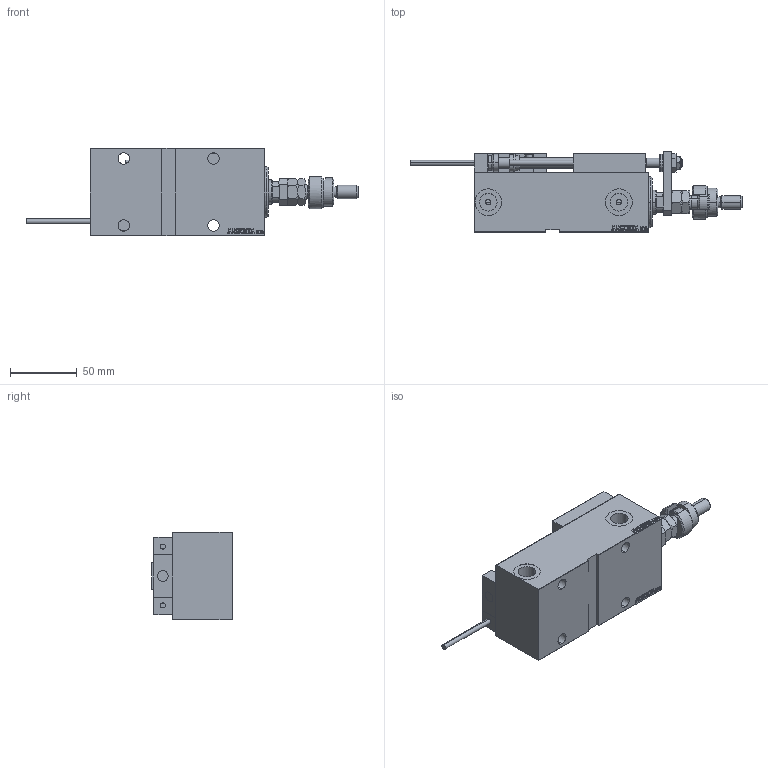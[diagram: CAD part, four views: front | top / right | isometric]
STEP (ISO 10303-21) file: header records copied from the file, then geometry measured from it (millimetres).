
FILE_DESCRIPTION (( 'STEP AP203' ), '1' );
FILE_NAME ('3975.STEP', '2022-04-17T11:27:38', ( '' ), ( '' ), 'SwSTEP 2.0', 'SolidWorks 2019', '' );
FILE_SCHEMA (( 'CONFIG_CONTROL_DESIGN' ));
Length unit declared in the file: millimetre
Products named in the file (19): SWITCH_X_FRONT_BACK c39255ff522a1c0b8e95a29c6b73152b; X_Y_DFA c39255ff522a1c0b8e95a29c6b73152b; FEMALE_PART_FOR_DFA c39255ff522a1c0b8e95a29c6b73152b; TYC_L79 c39255ff522a1c0b8e95a29c6b73152b; V450CM_E_VCP c39255ff522a1c0b8e95a29c6b73152b; ALLEN BOLT D8 c39255ff522a1c0b8e95a29c6b73152b; MFA c39255ff522a1c0b8e95a29c6b73152b; SWITCH X c39255ff522a1c0b8e95a29c6b73152b; SWITCH DIM B,W c39255ff522a1c0b8e95a29c6b73152b; NUT_D12 c39255ff522a1c0b8e95a29c6b73152b; NUT_D10 c39255ff522a1c0b8e95a29c6b73152b; KONCOVKA c39255ff522a1c0b8e95a29c6b73152b; MAGNET c39255ff522a1c0b8e95a29c6b73152b; 3975; ALLEN BOLT D5 c39255ff522a1c0b8e95a29c6b73152b; ZARAZKA c39255ff522a1c0b8e95a29c6b73152b; V450CM_E_Body c39255ff522a1c0b8e95a29c6b73152b; Block c39255ff522a1c0b8e95a29c6b73152b; V450CM_VC_B c39255ff522a1c0b8e95a29c6b73152b
Assembly tree (28 placements, depth 3):
  3975
    V450CM_E_Body c39255ff522a1c0b8e95a29c6b73152b
    V450CM_E_VCP c39255ff522a1c0b8e95a29c6b73152b
    V450CM_VC_B c39255ff522a1c0b8e95a29c6b73152b
    SWITCH X c39255ff522a1c0b8e95a29c6b73152b
      SWITCH_X_FRONT_BACK c39255ff522a1c0b8e95a29c6b73152b  x2
      TYC_L79 c39255ff522a1c0b8e95a29c6b73152b
      Block c39255ff522a1c0b8e95a29c6b73152b  x2
      ALLEN BOLT D5 c39255ff522a1c0b8e95a29c6b73152b  x4
      ALLEN BOLT D8 c39255ff522a1c0b8e95a29c6b73152b  x4
      MAGNET c39255ff522a1c0b8e95a29c6b73152b  x2
      KONCOVKA c39255ff522a1c0b8e95a29c6b73152b  x2
    SWITCH DIM B,W c39255ff522a1c0b8e95a29c6b73152b
    ZARAZKA c39255ff522a1c0b8e95a29c6b73152b
    NUT_D10 c39255ff522a1c0b8e95a29c6b73152b
    NUT_D12 c39255ff522a1c0b8e95a29c6b73152b
    X_Y_DFA c39255ff522a1c0b8e95a29c6b73152b
      FEMALE_PART_FOR_DFA c39255ff522a1c0b8e95a29c6b73152b
      MFA c39255ff522a1c0b8e95a29c6b73152b
Bounding box: 248 x 60.5 x 65 mm (x, y, z)
Volume: 399843.6 mm3; surface area: 96581.9 mm2
Topology: 26 solids, 26 shells, 1398 faces, 3334 edges, 2118 vertices
Faces by surface type: plane 604, bspline 380, cylinder 209, cone 153, torus 48, sphere 4
Entity records: 53672 total; most frequent: CARTESIAN_POINT 26444, ORIENTED_EDGE 5688, DIRECTION 3981, EDGE_CURVE 2844, VERTEX_POINT 1842, LINE 1587, VECTOR 1587, EDGE_LOOP 1316
